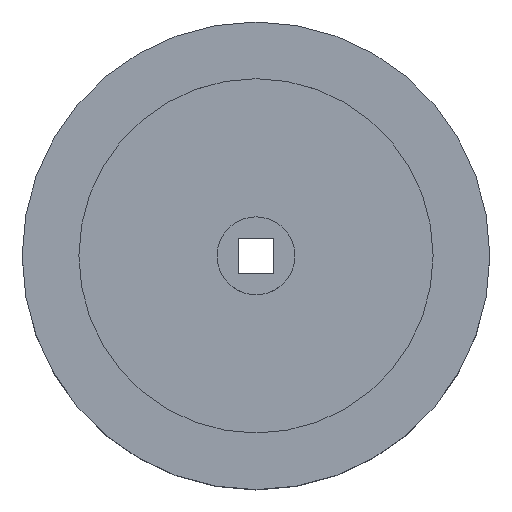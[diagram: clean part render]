
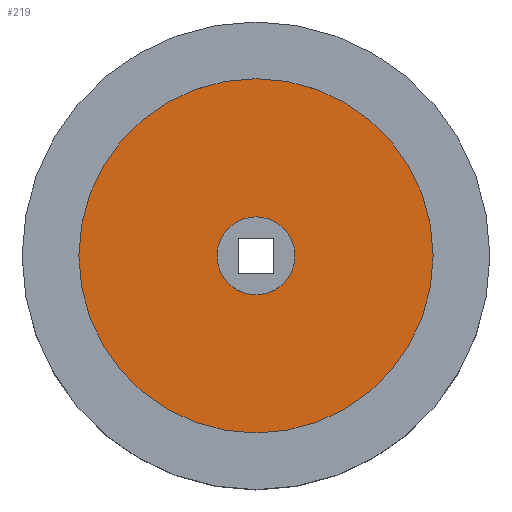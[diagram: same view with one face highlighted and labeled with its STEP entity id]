
A CAD part, top view. The second image highlights one B-rep face of the part: STEP entity #219.
In plain terms, the highlighted planar face has unit normal (0, 0, 1).
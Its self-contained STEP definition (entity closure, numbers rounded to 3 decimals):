
#3 = DIRECTION ( 'NONE',  ( 0., 0., 1. ) ) ;
#7 = DIRECTION ( 'NONE',  ( 0., 0., 1. ) ) ;
#11 = EDGE_LOOP ( 'NONE', ( #154, #312 ) ) ;
#21 = PLANE ( 'NONE',  #428 ) ;
#30 = EDGE_LOOP ( 'NONE', ( #243, #184 ) ) ;
#60 = AXIS2_PLACEMENT_3D ( 'NONE', #206, #3, #303 ) ;
#66 = DIRECTION ( 'NONE',  ( 1., 0., 0. ) ) ;
#83 = CIRCLE ( 'NONE', #493, 5.5 ) ;
#143 = CARTESIAN_POINT ( 'NONE',  ( 0., 0., 12.5 ) ) ;
#150 = CARTESIAN_POINT ( 'NONE',  ( 5.5, 0., 12.5 ) ) ;
#153 = CARTESIAN_POINT ( 'NONE',  ( -5.5, 0., 12.5 ) ) ;
#154 = ORIENTED_EDGE ( 'NONE', *, *, #163, .T. ) ;
#163 = EDGE_CURVE ( 'NONE', #309, #190, #515, .T. ) ;
#176 = CIRCLE ( 'NONE', #460, 5.5 ) ;
#184 = ORIENTED_EDGE ( 'NONE', *, *, #527, .F. ) ;
#188 = FACE_BOUND ( 'NONE', #30, .T. ) ;
#190 = VERTEX_POINT ( 'NONE', #362 ) ;
#196 = VERTEX_POINT ( 'NONE', #150 ) ;
#206 = CARTESIAN_POINT ( 'NONE',  ( 0., 0., 12.5 ) ) ;
#210 = CARTESIAN_POINT ( 'NONE',  ( 0., 0., 12.5 ) ) ;
#219 = ADVANCED_FACE ( 'NONE', ( #188, #322 ), #21, .T. ) ;
#238 = CARTESIAN_POINT ( 'NONE',  ( 25., 0., 12.5 ) ) ;
#243 = ORIENTED_EDGE ( 'NONE', *, *, #252, .F. ) ;
#252 = EDGE_CURVE ( 'NONE', #276, #196, #176, .T. ) ;
#256 = AXIS2_PLACEMENT_3D ( 'NONE', #318, #405, #278 ) ;
#276 = VERTEX_POINT ( 'NONE', #153 ) ;
#278 = DIRECTION ( 'NONE',  ( 1., 0., 0. ) ) ;
#303 = DIRECTION ( 'NONE',  ( 1., 0., 0. ) ) ;
#309 = VERTEX_POINT ( 'NONE', #238 ) ;
#312 = ORIENTED_EDGE ( 'NONE', *, *, #467, .T. ) ;
#318 = CARTESIAN_POINT ( 'NONE',  ( 0., 0., 12.5 ) ) ;
#322 = FACE_OUTER_BOUND ( 'NONE', #11, .T. ) ;
#362 = CARTESIAN_POINT ( 'NONE',  ( -25., 0., 12.5 ) ) ;
#383 = DIRECTION ( 'NONE',  ( 1., 0., 0. ) ) ;
#405 = DIRECTION ( 'NONE',  ( 0., 0., 1. ) ) ;
#428 = AXIS2_PLACEMENT_3D ( 'NONE', #488, #475, #526 ) ;
#444 = CIRCLE ( 'NONE', #60, 25. ) ;
#460 = AXIS2_PLACEMENT_3D ( 'NONE', #143, #7, #66 ) ;
#467 = EDGE_CURVE ( 'NONE', #190, #309, #444, .T. ) ;
#475 = DIRECTION ( 'NONE',  ( 0., 0., 1. ) ) ;
#488 = CARTESIAN_POINT ( 'NONE',  ( 0., 0., 12.5 ) ) ;
#493 = AXIS2_PLACEMENT_3D ( 'NONE', #210, #519, #383 ) ;
#515 = CIRCLE ( 'NONE', #256, 25. ) ;
#519 = DIRECTION ( 'NONE',  ( 0., 0., 1. ) ) ;
#526 = DIRECTION ( 'NONE',  ( 1., 0., 0. ) ) ;
#527 = EDGE_CURVE ( 'NONE', #196, #276, #83, .T. ) ;
